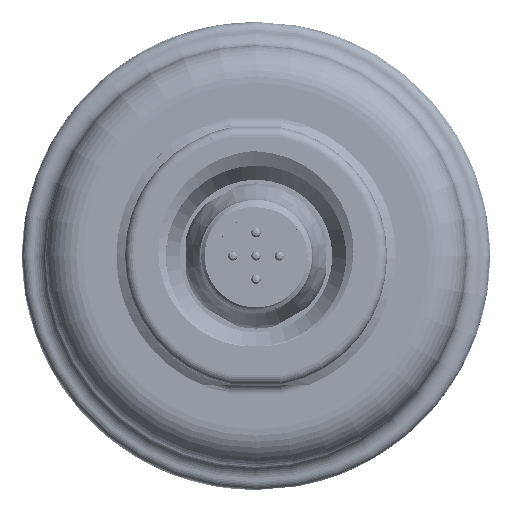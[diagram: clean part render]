
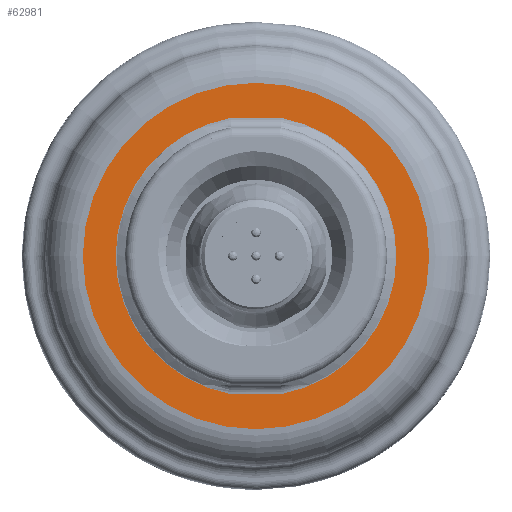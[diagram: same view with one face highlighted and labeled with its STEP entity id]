
A CAD part, front view. The second image highlights one B-rep face of the part: STEP entity #62981.
In plain terms, the highlighted planar face has unit normal (0, -1, 0).
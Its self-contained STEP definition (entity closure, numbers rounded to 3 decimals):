
#38754=CARTESIAN_POINT('',(0.,-3.,0.));
#38755=DIRECTION('',(0.,-1.,0.));
#38756=DIRECTION('',(-0.182,0.,0.983));
#38757=AXIS2_PLACEMENT_3D('',#38754,#38755,#38756);
#38759=DIRECTION('',(1.,0.,0.));
#38760=VECTOR('',#38759,5.454);
#38761=CARTESIAN_POINT('',(-2.727,-3.,-14.75));
#38762=LINE('',#38761,#38760);
#38763=CARTESIAN_POINT('',(0.,-3.,0.));
#38764=DIRECTION('',(0.,-1.,0.));
#38765=DIRECTION('',(0.182,0.,-0.983));
#38766=AXIS2_PLACEMENT_3D('',#38763,#38764,#38765);
#38768=DIRECTION('',(-1.,0.,0.));
#38769=VECTOR('',#38768,5.454);
#38770=CARTESIAN_POINT('',(2.727,-3.,14.75));
#38771=LINE('',#38770,#38769);
#38772=CARTESIAN_POINT('',(0.,-3.,0.));
#38773=DIRECTION('',(0.,-1.,0.));
#38774=DIRECTION('',(0.,0.,-1.));
#38775=AXIS2_PLACEMENT_3D('',#38772,#38773,#38774);
#38777=CARTESIAN_POINT('',(0.,-3.,0.));
#38778=DIRECTION('',(0.,-1.,0.));
#38779=DIRECTION('',(0.,0.,1.));
#38780=AXIS2_PLACEMENT_3D('',#38777,#38778,#38779);
#41954=CARTESIAN_POINT('',(-2.727,-3.,14.75));
#41955=CARTESIAN_POINT('',(-2.727,-3.,-14.75));
#41956=VERTEX_POINT('',#41954);
#41957=VERTEX_POINT('',#41955);
#41962=CARTESIAN_POINT('',(2.727,-3.,-14.75));
#41963=CARTESIAN_POINT('',(2.727,-3.,14.75));
#41964=VERTEX_POINT('',#41962);
#41965=VERTEX_POINT('',#41963);
#42322=CARTESIAN_POINT('',(0.,-3.,-18.5));
#42323=CARTESIAN_POINT('',(0.,-3.,18.5));
#42324=VERTEX_POINT('',#42322);
#42325=VERTEX_POINT('',#42323);
#62962=CARTESIAN_POINT('',(0.,-3.,0.));
#62963=DIRECTION('',(0.,-1.,0.));
#62964=DIRECTION('',(0.,0.,1.));
#62965=AXIS2_PLACEMENT_3D('',#62962,#62963,#62964);
#62966=PLANE('',#62965);
#62968=ORIENTED_EDGE('',*,*,#62967,.F.);
#62970=ORIENTED_EDGE('',*,*,#62969,.F.);
#62971=EDGE_LOOP('',(#62968,#62970));
#62972=FACE_OUTER_BOUND('',#62971,.F.);
#62974=ORIENTED_EDGE('',*,*,#62973,.T.);
#62975=ORIENTED_EDGE('',*,*,#62940,.T.);
#62976=ORIENTED_EDGE('',*,*,#62953,.T.);
#62978=ORIENTED_EDGE('',*,*,#62977,.T.);
#62979=EDGE_LOOP('',(#62974,#62975,#62976,#62978));
#62980=FACE_BOUND('',#62979,.F.);
#62981=ADVANCED_FACE('',(#62972,#62980),#62966,.T.);
#38758=CIRCLE('',#38757,15.);
#38767=CIRCLE('',#38766,15.);
#38776=CIRCLE('',#38775,18.5);
#38781=CIRCLE('',#38780,18.5);
#62940=EDGE_CURVE('',#41957,#41964,#38762,.T.);
#62953=EDGE_CURVE('',#41964,#41965,#38767,.T.);
#62967=EDGE_CURVE('',#42324,#42325,#38776,.T.);
#62969=EDGE_CURVE('',#42325,#42324,#38781,.T.);
#62973=EDGE_CURVE('',#41956,#41957,#38758,.T.);
#62977=EDGE_CURVE('',#41965,#41956,#38771,.T.);
